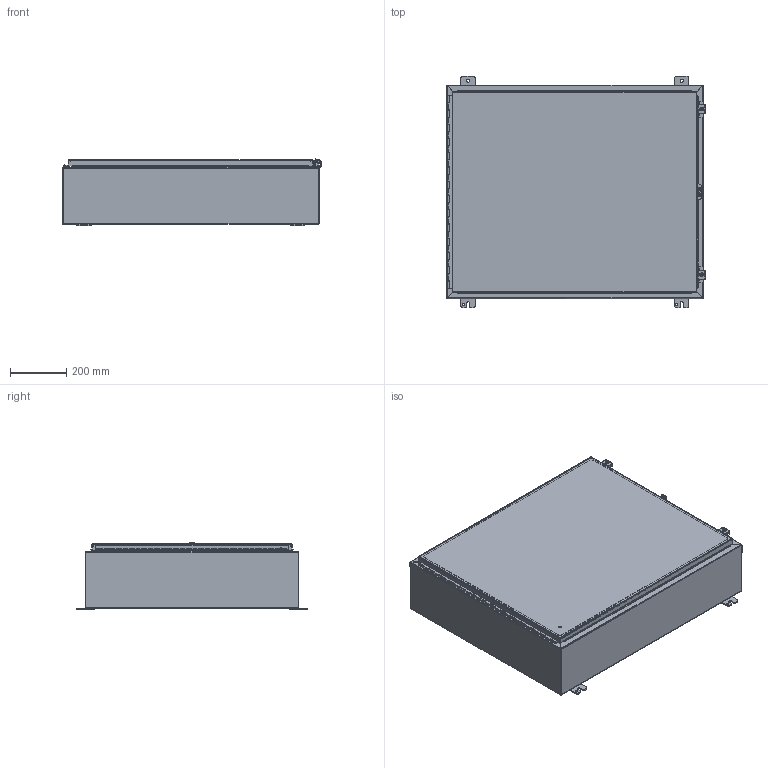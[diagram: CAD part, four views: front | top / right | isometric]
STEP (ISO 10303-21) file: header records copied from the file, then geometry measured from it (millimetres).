
FILE_DESCRIPTION((''),'2;1');
FILE_NAME('N12303608.stp','2012-02-20T15:47:36',('dnichola'),(''),'Autodesk Inventor 2012','Autodesk Inventor 2012','');
FILE_SCHEMA(('AUTOMOTIVE_DESIGN { 1 0 10303 214 1 1 1 1 }'));
Length unit declared in the file: inch
Products named in the file (19): N12303608; 34840; 38420; N12303608BKP; 32911; 28x34; 38846; N123036LID; 328106; 328106T; 328106L; 328106P-1; 388116; HFW30825; HFW30825-1; HFW30825-2; HFW30825-3; HFW30825-4; 30817
Assembly tree (28 placements, depth 3):
  N12303608
    34840  x4
    38420
    N12303608BKP
    32911
    28x34
    38846
    N123036LID
    328106
      328106T
      328106L
      328106P-1
    388116  x6
    HFW30825  x2
      HFW30825-1
      HFW30825-2
      HFW30825-3
      HFW30825-4
    30817  x2
Bounding box: 922.29 x 825.5 x 239.02 mm (x, y, z)
Volume: 4592142.4 mm3; surface area: 4751377.6 mm2
Topology: 29 solids, 29 shells, 1049 faces, 2579 edges, 1648 vertices
Faces by surface type: plane 574, cylinder 356, bspline 71, torus 24, cone 12, sphere 12
Full cylindrical faces by diameter (mm): 2.794 x14, 2.921 x2, 3.048 x25, 3.967 x1, 5.359 x2, 6.35 x3, 7.137 x2, 7.95 x4, 8.382 x12, 8.56 x1, 8.89 x2, 11.125 x4, 12.7 x3, 13.208 x2, 15.875 x6
Entity records: 27917 total; most frequent: CARTESIAN_POINT 7109, DIRECTION 4101, ORIENTED_EDGE 3958, EDGE_CURVE 1979, AXIS2_PLACEMENT_3D 1404, VERTEX_POINT 1300, VECTOR 1293, LINE 1293
